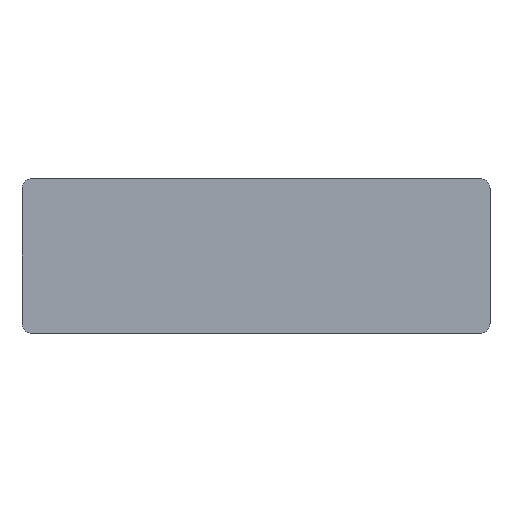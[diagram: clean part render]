
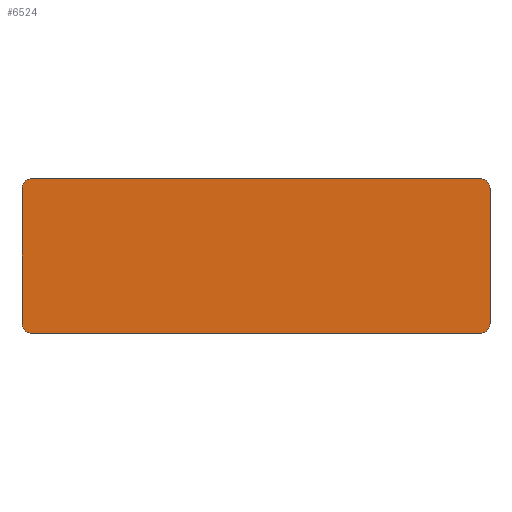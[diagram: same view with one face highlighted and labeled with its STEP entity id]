
A CAD part, front view. The second image highlights one B-rep face of the part: STEP entity #6524.
In plain terms, the highlighted planar face has unit normal (0, -1, 0).
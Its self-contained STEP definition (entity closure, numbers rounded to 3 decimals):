
#1=DIRECTION('',(1.,0.,0.));
#2=VECTOR('',#1,260.);
#3=CARTESIAN_POINT('',(-130.,-77.5,45.));
#4=LINE('',#3,#2);
#13=CARTESIAN_POINT('',(130.,-77.5,39.));
#14=DIRECTION('',(0.,1.,0.));
#15=DIRECTION('',(0.,0.,1.));
#16=AXIS2_PLACEMENT_3D('',#13,#14,#15);
#76=CARTESIAN_POINT('',(-130.,-77.5,39.));
#77=DIRECTION('',(0.,-1.,0.));
#78=DIRECTION('',(0.,0.,1.));
#79=AXIS2_PLACEMENT_3D('',#76,#77,#78);
#93=DIRECTION('',(0.,0.,1.));
#94=VECTOR('',#93,78.);
#95=CARTESIAN_POINT('',(-136.,-77.5,-39.));
#96=LINE('',#95,#94);
#2502=CARTESIAN_POINT('',(130.,-77.5,-39.));
#2503=DIRECTION('',(0.,-1.,0.));
#2504=DIRECTION('',(0.,0.,-1.));
#2505=AXIS2_PLACEMENT_3D('',#2502,#2503,#2504);
#2523=DIRECTION('',(0.,0.,-1.));
#2524=VECTOR('',#2523,78.);
#2525=CARTESIAN_POINT('',(136.,-77.5,39.));
#2526=LINE('',#2525,#2524);
#4318=DIRECTION('',(1.,0.,0.));
#4319=VECTOR('',#4318,260.);
#4320=CARTESIAN_POINT('',(-130.,-77.5,-45.));
#4321=LINE('',#4320,#4319);
#4330=CARTESIAN_POINT('',(-130.,-77.5,-39.));
#4331=DIRECTION('',(0.,1.,0.));
#4332=DIRECTION('',(0.,0.,-1.));
#4333=AXIS2_PLACEMENT_3D('',#4330,#4331,#4332);
#5677=CARTESIAN_POINT('',(-130.,-77.5,45.));
#5678=CARTESIAN_POINT('',(130.,-77.5,45.));
#5679=VERTEX_POINT('',#5677);
#5680=VERTEX_POINT('',#5678);
#5681=CARTESIAN_POINT('',(-130.,-77.5,-45.));
#5682=CARTESIAN_POINT('',(130.,-77.5,-45.));
#5683=VERTEX_POINT('',#5681);
#5684=VERTEX_POINT('',#5682);
#5685=CARTESIAN_POINT('',(-136.,-77.5,-39.));
#5686=CARTESIAN_POINT('',(-136.,-77.5,39.));
#5687=VERTEX_POINT('',#5685);
#5688=VERTEX_POINT('',#5686);
#5689=CARTESIAN_POINT('',(136.,-77.5,39.));
#5690=CARTESIAN_POINT('',(136.,-77.5,-39.));
#5691=VERTEX_POINT('',#5689);
#5692=VERTEX_POINT('',#5690);
#6502=CARTESIAN_POINT('',(192.5,-77.5,56.872));
#6503=DIRECTION('',(0.,1.,0.));
#6504=DIRECTION('',(0.,0.,-1.));
#6505=AXIS2_PLACEMENT_3D('',#6502,#6503,#6504);
#6506=PLANE('',#6505);
#6507=ORIENTED_EDGE('',*,*,#6491,.T.);
#6509=ORIENTED_EDGE('',*,*,#6508,.T.);
#6511=ORIENTED_EDGE('',*,*,#6510,.T.);
#6513=ORIENTED_EDGE('',*,*,#6512,.F.);
#6515=ORIENTED_EDGE('',*,*,#6514,.F.);
#6517=ORIENTED_EDGE('',*,*,#6516,.T.);
#6519=ORIENTED_EDGE('',*,*,#6518,.T.);
#6521=ORIENTED_EDGE('',*,*,#6520,.F.);
#6522=EDGE_LOOP('',(#6507,#6509,#6511,#6513,#6515,#6517,#6519,#6521));
#6523=FACE_OUTER_BOUND('',#6522,.F.);
#6524=ADVANCED_FACE('',(#6523),#6506,.F.);
#17=CIRCLE('',#16,6.);
#80=CIRCLE('',#79,6.);
#2506=CIRCLE('',#2505,6.);
#4334=CIRCLE('',#4333,6.);
#6491=EDGE_CURVE('',#5679,#5680,#4,.T.);
#6508=EDGE_CURVE('',#5680,#5691,#17,.T.);
#6510=EDGE_CURVE('',#5691,#5692,#2526,.T.);
#6512=EDGE_CURVE('',#5684,#5692,#2506,.T.);
#6514=EDGE_CURVE('',#5683,#5684,#4321,.T.);
#6516=EDGE_CURVE('',#5683,#5687,#4334,.T.);
#6518=EDGE_CURVE('',#5687,#5688,#96,.T.);
#6520=EDGE_CURVE('',#5679,#5688,#80,.T.);
